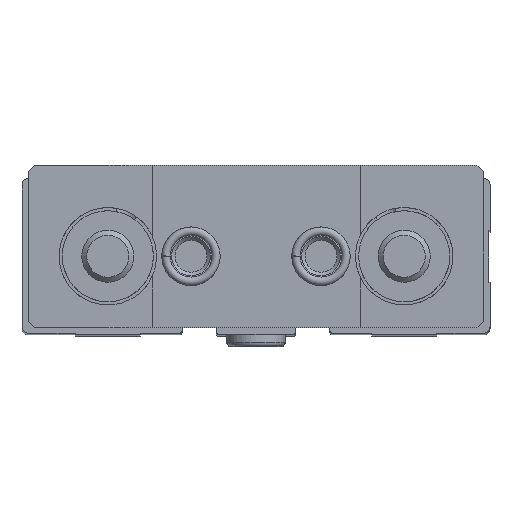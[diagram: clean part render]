
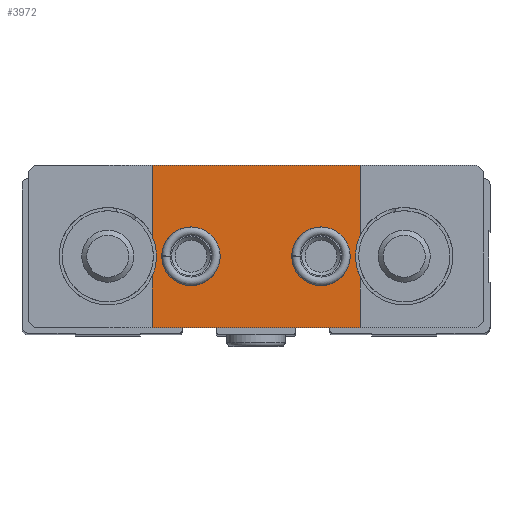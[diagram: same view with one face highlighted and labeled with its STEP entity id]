
A CAD part, top view. The second image highlights one B-rep face of the part: STEP entity #3972.
In plain terms, the highlighted planar face has unit normal (0, 0, 1).
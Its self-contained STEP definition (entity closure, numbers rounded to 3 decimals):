
#143=PLANE('',#4445);
#435=CIRCLE('',#4446,4.5);
#436=CIRCLE('',#4447,4.5);
#437=CIRCLE('',#4448,7.5);
#438=CIRCLE('',#4449,7.5);
#1226=ORIENTED_EDGE('',*,*,#1934,.F.);
#1227=ORIENTED_EDGE('',*,*,#1935,.F.);
#1228=ORIENTED_EDGE('',*,*,#1884,.T.);
#1229=ORIENTED_EDGE('',*,*,#1936,.T.);
#1230=ORIENTED_EDGE('',*,*,#1886,.T.);
#1231=ORIENTED_EDGE('',*,*,#1922,.T.);
#1232=ORIENTED_EDGE('',*,*,#1902,.T.);
#1233=ORIENTED_EDGE('',*,*,#1937,.T.);
#1234=ORIENTED_EDGE('',*,*,#1904,.T.);
#1235=ORIENTED_EDGE('',*,*,#1928,.T.);
#1884=EDGE_CURVE('',#2321,#2320,#2631,.T.);
#1886=EDGE_CURVE('',#2322,#2323,#2633,.T.);
#1902=EDGE_CURVE('',#2338,#2337,#2643,.T.);
#1904=EDGE_CURVE('',#2339,#2340,#2645,.T.);
#1922=EDGE_CURVE('',#2323,#2338,#2657,.T.);
#1928=EDGE_CURVE('',#2340,#2321,#2663,.T.);
#1934=EDGE_CURVE('',#2360,#2360,#435,.T.);
#1935=EDGE_CURVE('',#2361,#2361,#436,.T.);
#1936=EDGE_CURVE('',#2320,#2322,#437,.F.);
#1937=EDGE_CURVE('',#2337,#2339,#438,.F.);
#2320=VERTEX_POINT('',#6653);
#2321=VERTEX_POINT('',#6655);
#2322=VERTEX_POINT('',#6659);
#2323=VERTEX_POINT('',#6660);
#2337=VERTEX_POINT('',#6708);
#2338=VERTEX_POINT('',#6710);
#2339=VERTEX_POINT('',#6714);
#2340=VERTEX_POINT('',#6715);
#2360=VERTEX_POINT('',#6787);
#2361=VERTEX_POINT('',#6789);
#2631=LINE('',#6654,#2898);
#2633=LINE('',#6658,#2900);
#2643=LINE('',#6709,#2910);
#2645=LINE('',#6713,#2912);
#2657=LINE('',#6764,#2924);
#2663=LINE('',#6775,#2930);
#2898=VECTOR('',#5400,1000.);
#2900=VECTOR('',#5404,1000.);
#2910=VECTOR('',#5430,1000.);
#2912=VECTOR('',#5434,1000.);
#2924=VECTOR('',#5460,1000.);
#2930=VECTOR('',#5470,1000.);
#3206=EDGE_LOOP('',(#1226));
#3207=EDGE_LOOP('',(#1227));
#3208=EDGE_LOOP('',(#1228,#1229,#1230,#1231,#1232,#1233,#1234,#1235));
#3591=FACE_BOUND('',#3206,.T.);
#3592=FACE_BOUND('',#3207,.T.);
#3593=FACE_BOUND('',#3208,.T.);
#3972=ADVANCED_FACE('',(#3591,#3592,#3593),#143,.T.);
#4445=AXIS2_PLACEMENT_3D('',#6785,#5478,#5479);
#4446=AXIS2_PLACEMENT_3D('',#6786,#5480,#5481);
#4447=AXIS2_PLACEMENT_3D('',#6788,#5482,#5483);
#4448=AXIS2_PLACEMENT_3D('',#6790,#5484,#5485);
#4449=AXIS2_PLACEMENT_3D('',#6791,#5486,#5487);
#5400=DIRECTION('',(0.,1.,0.));
#5404=DIRECTION('',(0.,1.,0.));
#5430=DIRECTION('',(0.,-1.,0.));
#5434=DIRECTION('',(0.,-1.,0.));
#5460=DIRECTION('',(-1.,0.,0.));
#5470=DIRECTION('',(1.,0.,0.));
#5478=DIRECTION('',(0.,0.,1.));
#5479=DIRECTION('',(1.,0.,0.));
#5480=DIRECTION('',(0.,0.,1.));
#5481=DIRECTION('',(1.,0.,0.));
#5482=DIRECTION('',(0.,0.,1.));
#5483=DIRECTION('',(1.,0.,0.));
#5484=DIRECTION('',(0.,0.,1.));
#5485=DIRECTION('',(1.,0.,0.));
#5486=DIRECTION('',(0.,0.,1.));
#5487=DIRECTION('',(1.,0.,0.));
#6653=CARTESIAN_POINT('',(16.,-3.164,22.));
#6654=CARTESIAN_POINT('',(16.,0.,22.));
#6655=CARTESIAN_POINT('',(16.,-11.,22.));
#6658=CARTESIAN_POINT('',(16.,0.,22.));
#6659=CARTESIAN_POINT('',(16.,3.164,22.));
#6660=CARTESIAN_POINT('',(16.,14.,22.));
#6708=CARTESIAN_POINT('',(-16.,3.164,22.));
#6709=CARTESIAN_POINT('',(-16.,0.,22.));
#6710=CARTESIAN_POINT('',(-16.,14.,22.));
#6713=CARTESIAN_POINT('',(-16.,0.,22.));
#6714=CARTESIAN_POINT('',(-16.,-3.164,22.));
#6715=CARTESIAN_POINT('',(-16.,-11.,22.));
#6764=CARTESIAN_POINT('',(35.,14.,22.));
#6775=CARTESIAN_POINT('',(-35.,-11.,22.));
#6785=CARTESIAN_POINT('',(0.,0.,22.));
#6786=CARTESIAN_POINT('',(-10.,0.,22.));
#6787=CARTESIAN_POINT('',(-5.5,0.,22.));
#6788=CARTESIAN_POINT('',(10.,0.,22.));
#6789=CARTESIAN_POINT('',(14.5,0.,22.));
#6790=CARTESIAN_POINT('',(22.8,0.,22.));
#6791=CARTESIAN_POINT('',(-22.8,0.,22.));
